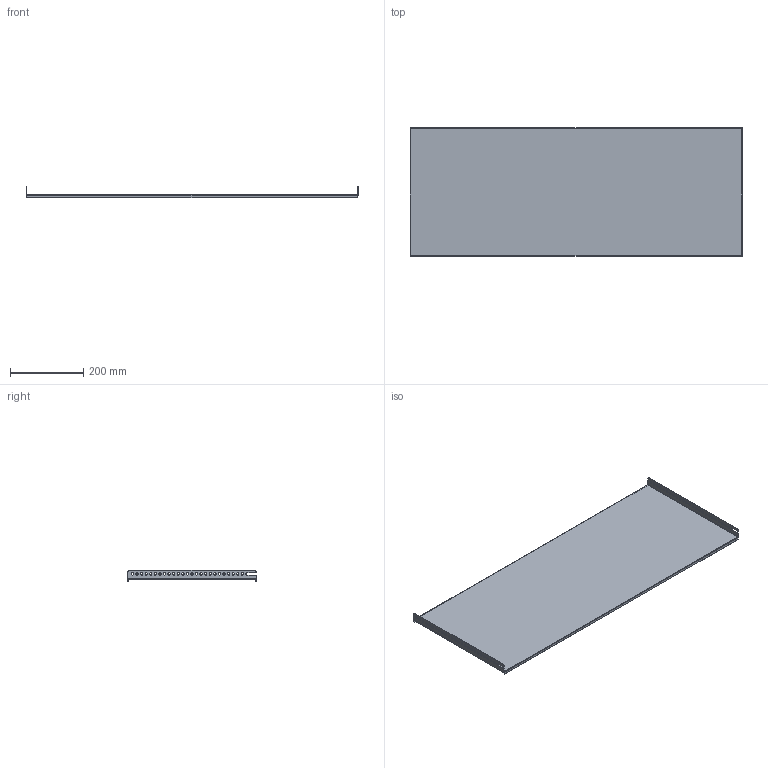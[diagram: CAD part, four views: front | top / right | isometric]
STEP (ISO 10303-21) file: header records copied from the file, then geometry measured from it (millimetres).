
FILE_DESCRIPTION (( 'STEP AP203' ), '1' );
FILE_NAME ('YKM40D-FO-MP-035-100 ÀÃÈÅ 275.00.002-20 Ïàíåëü ìîíòàæíàÿ.STEP', '2020-12-11T06:08:40', ( '' ), ( '' ), 'SwSTEP 2.0', 'SolidWorks 2017', '' );
FILE_SCHEMA (( 'CONFIG_CONTROL_DESIGN' ));
Length unit declared in the file: millimetre
Products named in the file (1): YKM40D-FO-MP-035-100  ÀÃÈÅ 275.00.002-20 Ïàíåëü ìîíòàæíàÿ
Bounding box: 906 x 350 x 31.5 mm (x, y, z)
Volume: 515073.7 mm3; surface area: 689497.2 mm2
Topology: 1 solids, 1 shells, 98 faces, 301 edges, 205 vertices
Faces by surface type: cylinder 56, plane 42
Full cylindrical faces by diameter (mm): 6.5 x50
Entity records: 3223 total; most frequent: DIRECTION 536, CARTESIAN_POINT 505, ORIENTED_EDGE 452, EDGE_LOOP 248, EDGE_CURVE 226, AXIS2_PLACEMENT_3D 211, VERTEX_POINT 180, FACE_OUTER_BOUND 148
